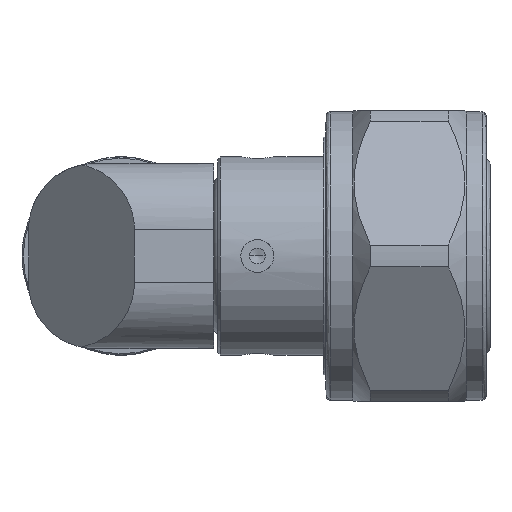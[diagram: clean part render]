
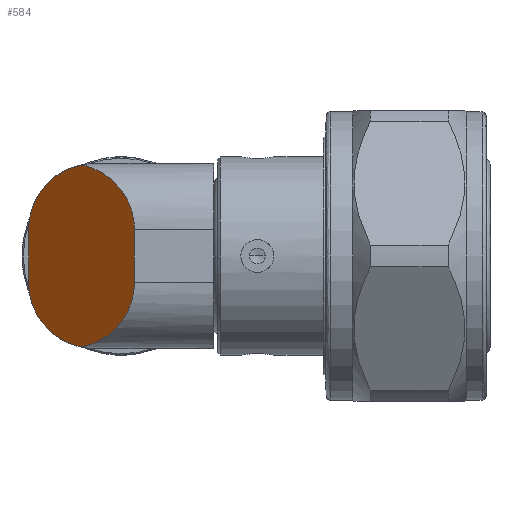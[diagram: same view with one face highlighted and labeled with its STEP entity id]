
A CAD part, left-side view. The second image highlights one B-rep face of the part: STEP entity #584.
In plain terms, the highlighted planar face has unit normal (-0.707, 0.707, 0).
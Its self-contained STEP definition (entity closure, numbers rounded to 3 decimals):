
#49 = CARTESIAN_POINT ( 'NONE',  ( -5.431, 0.569, 6.403 ) ) ;
#68 = ORIENTED_EDGE ( 'NONE', *, *, #3195, .F. ) ;
#106 = DIRECTION ( 'NONE',  ( 0., 0., 1. ) ) ;
#169 = ORIENTED_EDGE ( 'NONE', *, *, #2798, .F. ) ;
#294 = VERTEX_POINT ( 'NONE', #7472 ) ;
#584 = ADVANCED_FACE ( 'NONE', ( #1628 ), #6394, .F. ) ;
#615 = VECTOR ( 'NONE', #2013, 1000. ) ;
#1012 = VERTEX_POINT ( 'NONE', #7789 ) ;
#1175 = LINE ( 'NONE', #1512, #4188 ) ;
#1470 = DIRECTION ( 'NONE',  ( 0.707, -0.707, 0. ) ) ;
#1512 = CARTESIAN_POINT ( 'NONE',  ( -7., -1., -7. ) ) ;
#1608 =( BOUNDED_CURVE ( )  B_SPLINE_CURVE ( 3, ( #3155, #6732, #6123, #7323 ),
 .UNSPECIFIED., .F., .T. ) 
 B_SPLINE_CURVE_WITH_KNOTS ( ( 4, 4 ),
 ( 4.914, 6.283 ),
 .UNSPECIFIED. ) 
 CURVE ( )  GEOMETRIC_REPRESENTATION_ITEM ( )  RATIONAL_B_SPLINE_CURVE ( ( 1., 0.85, 0.85, 1. ) ) 
 REPRESENTATION_ITEM ( '' )  );
#1628 = FACE_OUTER_BOUND ( 'NONE', #2778, .T. ) ;
#1757 = EDGE_CURVE ( 'NONE', #3170, #3145, #1608, .T. ) ;
#1788 = VERTEX_POINT ( 'NONE', #2611 ) ;
#1859 = CARTESIAN_POINT ( 'NONE',  ( -7., -1., 2. ) ) ;
#2013 = DIRECTION ( 'NONE',  ( 0., 0., 1. ) ) ;
#2033 = CARTESIAN_POINT ( 'NONE',  ( 1., 7., -2. ) ) ;
#2059 = CARTESIAN_POINT ( 'NONE',  ( -3., 3., -6.899 ) ) ;
#2102 = DIRECTION ( 'NONE',  ( 0., 0., -1. ) ) ;
#2198 = ORIENTED_EDGE ( 'NONE', *, *, #6069, .T. ) ;
#2223 = LINE ( 'NONE', #5583, #615 ) ;
#2471 = CARTESIAN_POINT ( 'NONE',  ( -7., -1., 4.481 ) ) ;
#2611 = CARTESIAN_POINT ( 'NONE',  ( 1., 7., -2. ) ) ;
#2778 = EDGE_LOOP ( 'NONE', ( #2198, #4172, #68, #3243, #4607, #169 ) ) ;
#2798 = EDGE_CURVE ( 'NONE', #1788, #294, #2223, .T. ) ;
#3145 = VERTEX_POINT ( 'NONE', #6839 ) ;
#3155 = CARTESIAN_POINT ( 'NONE',  ( -3., 3., -6.899 ) ) ;
#3170 = VERTEX_POINT ( 'NONE', #3278 ) ;
#3195 = EDGE_CURVE ( 'NONE', #1012, #3145, #1175, .T. ) ;
#3243 = ORIENTED_EDGE ( 'NONE', *, *, #4761, .T. ) ;
#3277 = CARTESIAN_POINT ( 'NONE',  ( -3., 3., 6.899 ) ) ;
#3278 = CARTESIAN_POINT ( 'NONE',  ( -3., 3., -6.899 ) ) ;
#3744 = CARTESIAN_POINT ( 'NONE',  ( -3., 3., 6.899 ) ) ;
#3847 = CARTESIAN_POINT ( 'NONE',  ( 1., 7., -4.481 ) ) ;
#4172 = ORIENTED_EDGE ( 'NONE', *, *, #1757, .T. ) ;
#4188 = VECTOR ( 'NONE', #2102, 1000. ) ;
#4279 = CARTESIAN_POINT ( 'NONE',  ( -3., 3., 6.899 ) ) ;
#4522 = CARTESIAN_POINT ( 'NONE',  ( 1., 7., 2. ) ) ;
#4586 = CARTESIAN_POINT ( 'NONE',  ( 1., 7., 4.481 ) ) ;
#4607 = ORIENTED_EDGE ( 'NONE', *, *, #5627, .T. ) ;
#4732 = AXIS2_PLACEMENT_3D ( 'NONE', #7375, #1470, #106 ) ;
#4761 = EDGE_CURVE ( 'NONE', #1012, #7612, #6502, .T. ) ;
#5583 = CARTESIAN_POINT ( 'NONE',  ( 1., 7., -7. ) ) ;
#5627 = EDGE_CURVE ( 'NONE', #7612, #294, #6739, .T. ) ;
#5643 = CARTESIAN_POINT ( 'NONE',  ( -0.569, 5.431, -6.403 ) ) ;
#6069 = EDGE_CURVE ( 'NONE', #1788, #3170, #7713, .T. ) ;
#6123 = CARTESIAN_POINT ( 'NONE',  ( -7., -1., -4.481 ) ) ;
#6394 = PLANE ( 'NONE',  #4732 ) ;
#6502 =( BOUNDED_CURVE ( )  B_SPLINE_CURVE ( 3, ( #1859, #2471, #49, #4279 ),
 .UNSPECIFIED., .F., .T. ) 
 B_SPLINE_CURVE_WITH_KNOTS ( ( 4, 4 ),
 ( 3.142, 4.511 ),
 .UNSPECIFIED. ) 
 CURVE ( )  GEOMETRIC_REPRESENTATION_ITEM ( )  RATIONAL_B_SPLINE_CURVE ( ( 1., 0.85, 0.85, 1. ) ) 
 REPRESENTATION_ITEM ( '' )  );
#6732 = CARTESIAN_POINT ( 'NONE',  ( -5.431, 0.569, -6.403 ) ) ;
#6739 =( BOUNDED_CURVE ( )  B_SPLINE_CURVE ( 3, ( #3277, #6837, #4586, #4522 ),
 .UNSPECIFIED., .F., .T. ) 
 B_SPLINE_CURVE_WITH_KNOTS ( ( 4, 4 ),
 ( 4.914, 6.283 ),
 .UNSPECIFIED. ) 
 CURVE ( )  GEOMETRIC_REPRESENTATION_ITEM ( )  RATIONAL_B_SPLINE_CURVE ( ( 1., 0.85, 0.85, 1. ) ) 
 REPRESENTATION_ITEM ( '' )  );
#6837 = CARTESIAN_POINT ( 'NONE',  ( -0.569, 5.431, 6.403 ) ) ;
#6839 = CARTESIAN_POINT ( 'NONE',  ( -7., -1., -2. ) ) ;
#7323 = CARTESIAN_POINT ( 'NONE',  ( -7., -1., -2. ) ) ;
#7375 = CARTESIAN_POINT ( 'NONE',  ( 1., 7., -7. ) ) ;
#7472 = CARTESIAN_POINT ( 'NONE',  ( 1., 7., 2. ) ) ;
#7612 = VERTEX_POINT ( 'NONE', #3744 ) ;
#7713 =( BOUNDED_CURVE ( )  B_SPLINE_CURVE ( 3, ( #2033, #3847, #5643, #2059 ),
 .UNSPECIFIED., .F., .T. ) 
 B_SPLINE_CURVE_WITH_KNOTS ( ( 4, 4 ),
 ( 3.142, 4.511 ),
 .UNSPECIFIED. ) 
 CURVE ( )  GEOMETRIC_REPRESENTATION_ITEM ( )  RATIONAL_B_SPLINE_CURVE ( ( 1., 0.85, 0.85, 1. ) ) 
 REPRESENTATION_ITEM ( '' )  );
#7789 = CARTESIAN_POINT ( 'NONE',  ( -7., -1., 2. ) ) ;
